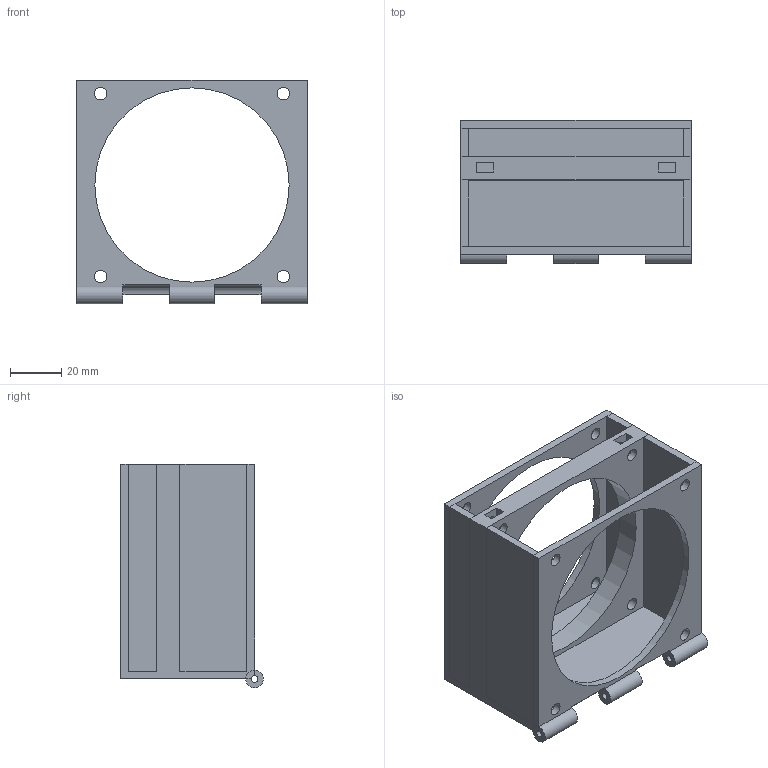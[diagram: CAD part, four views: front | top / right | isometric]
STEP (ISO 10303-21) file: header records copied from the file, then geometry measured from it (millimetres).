
FILE_DESCRIPTION(('FreeCAD Model'),'2;1');
FILE_NAME('Open CASCADE Shape Model','2022-06-01T13:40:36',('Author'),( ''),'Open CASCADE STEP processor 7.5','FreeCAD','Unknown');
FILE_SCHEMA(('AUTOMOTIVE_DESIGN { 1 0 10303 214 1 1 1 1 }'));
Length unit declared in the file: millimetre
Products named in the file (2): fansupMobile; fanSupMobileBdy
Assembly tree (1 placements, depth 2):
  fansupMobile
    fanSupMobileBdy
Bounding box: 90 x 55.85 x 87.45 mm (x, y, z)
Volume: 72361.7 mm3; surface area: 45102.3 mm2
Topology: 1 solids, 1 shells, 75 faces, 198 edges, 126 vertices
Faces by surface type: plane 47, cylinder 28
Full cylindrical faces by diameter (mm): 2.6 x3, 4.9 x14, 7.6 x3, 76 x3
Entity records: 5105 total; most frequent: CARTESIAN_POINT 995, DIRECTION 779, LINE 464, VECTOR 464, ORIENTED_EDGE 396, PCURVE 396, DEFINITIONAL_REPRESENTATION 396, EDGE_CURVE 198
